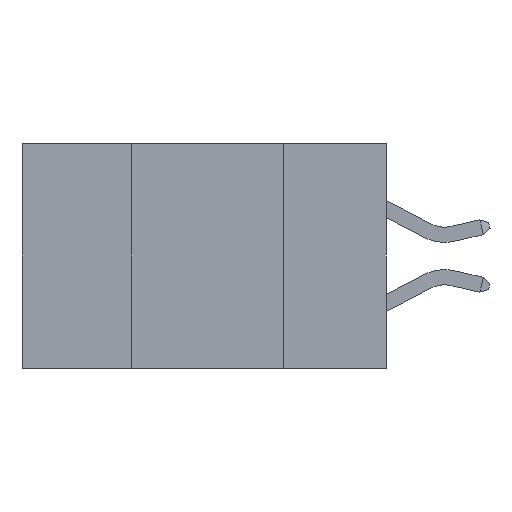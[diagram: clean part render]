
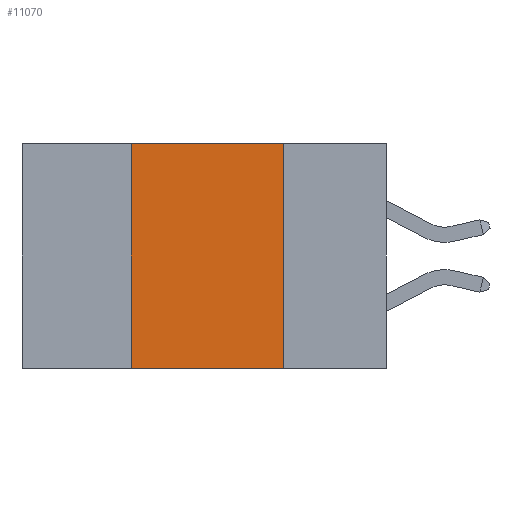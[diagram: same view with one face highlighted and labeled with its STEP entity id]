
A CAD part, left-side view. The second image highlights one B-rep face of the part: STEP entity #11070.
In plain terms, the highlighted planar face has unit normal (-1, 0, 0).
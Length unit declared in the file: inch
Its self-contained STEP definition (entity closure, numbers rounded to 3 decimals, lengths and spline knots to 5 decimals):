
#34 = LINE ( 'NONE', #22687, #12063 ) ;
#87 = LINE ( 'NONE', #19354, #3489 ) ;
#295 = VERTEX_POINT ( 'NONE', #2729 ) ;
#1211 = EDGE_CURVE ( 'NONE', #6739, #12437, #1926, .T. ) ;
#1926 = LINE ( 'NONE', #6223, #11477 ) ;
#2061 = DIRECTION ( 'NONE',  ( 0., -1., 0. ) ) ;
#2729 = CARTESIAN_POINT ( 'NONE',  ( 0., 0.42, 0. ) ) ;
#3418 = EDGE_LOOP ( 'NONE', ( #9913, #21397, #21210, #19524 ) ) ;
#3489 = VECTOR ( 'NONE', #7659, 39.37008 ) ;
#3565 = EDGE_CURVE ( 'NONE', #8399, #12437, #11957, .T. ) ;
#5453 = DIRECTION ( 'NONE',  ( 0., 0., 1. ) ) ;
#6007 = DIRECTION ( 'NONE',  ( 0., 0., -1. ) ) ;
#6223 = CARTESIAN_POINT ( 'NONE',  ( 0., 0.6, -0.37 ) ) ;
#6739 = VERTEX_POINT ( 'NONE', #12945 ) ;
#7149 = PLANE ( 'NONE',  #21792 ) ;
#7659 = DIRECTION ( 'NONE',  ( 0., -1., 0. ) ) ;
#8399 = VERTEX_POINT ( 'NONE', #16676 ) ;
#9913 = ORIENTED_EDGE ( 'NONE', *, *, #3565, .F. ) ;
#11070 = ADVANCED_FACE ( 'NONE', ( #24355 ), #7149, .F. ) ;
#11160 = DIRECTION ( 'NONE',  ( 1., 0., 0. ) ) ;
#11477 = VECTOR ( 'NONE', #2061, 39.37008 ) ;
#11957 = LINE ( 'NONE', #15738, #16704 ) ;
#12063 = VECTOR ( 'NONE', #5453, 39.37008 ) ;
#12437 = VERTEX_POINT ( 'NONE', #16909 ) ;
#12945 = CARTESIAN_POINT ( 'NONE',  ( 0., 0.42, -0.37 ) ) ;
#15738 = CARTESIAN_POINT ( 'NONE',  ( 0., 0.17, -0.37 ) ) ;
#16593 = EDGE_CURVE ( 'NONE', #295, #8399, #87, .T. ) ;
#16676 = CARTESIAN_POINT ( 'NONE',  ( 0., 0.17, 0. ) ) ;
#16704 = VECTOR ( 'NONE', #19616, 39.37008 ) ;
#16909 = CARTESIAN_POINT ( 'NONE',  ( 0., 0.17, -0.37 ) ) ;
#17074 = CARTESIAN_POINT ( 'NONE',  ( 0., 0.6, 0. ) ) ;
#19354 = CARTESIAN_POINT ( 'NONE',  ( 0., 0.6, 0. ) ) ;
#19524 = ORIENTED_EDGE ( 'NONE', *, *, #1211, .T. ) ;
#19616 = DIRECTION ( 'NONE',  ( 0., 0., -1. ) ) ;
#21210 = ORIENTED_EDGE ( 'NONE', *, *, #21332, .F. ) ;
#21332 = EDGE_CURVE ( 'NONE', #6739, #295, #34, .T. ) ;
#21397 = ORIENTED_EDGE ( 'NONE', *, *, #16593, .F. ) ;
#21792 = AXIS2_PLACEMENT_3D ( 'NONE', #17074, #11160, #6007 ) ;
#22687 = CARTESIAN_POINT ( 'NONE',  ( 0., 0.42, -0.37 ) ) ;
#24355 = FACE_OUTER_BOUND ( 'NONE', #3418, .T. ) ;
